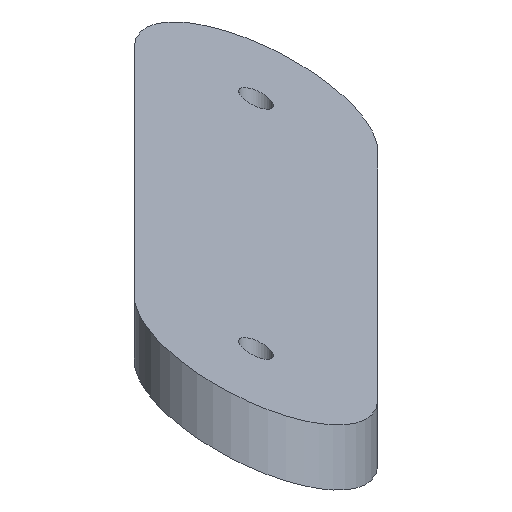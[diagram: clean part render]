
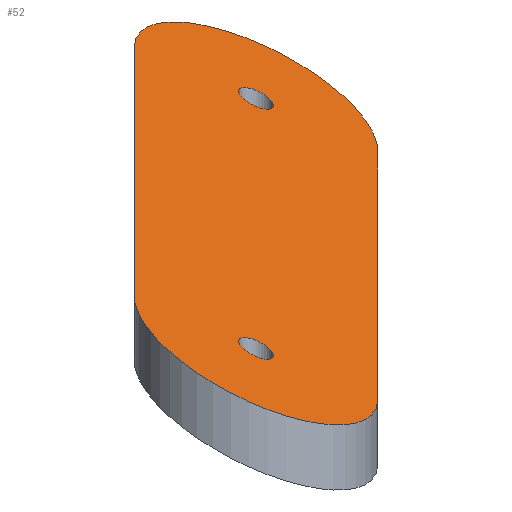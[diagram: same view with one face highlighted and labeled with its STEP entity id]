
A CAD part, top view. The second image highlights one B-rep face of the part: STEP entity #52.
In plain terms, the highlighted planar face has unit normal (0.359, 0.846, 0.394).
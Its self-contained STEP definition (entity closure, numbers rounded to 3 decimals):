
#7 = VECTOR ( 'NONE', #236, 1000. ) ;
#15 = CARTESIAN_POINT ( 'NONE',  ( 14., 53.602, 31. ) ) ;
#16 = DIRECTION ( 'NONE',  ( 0., -0.423, 0.906 ) ) ;
#19 = VERTEX_POINT ( 'NONE', #132 ) ;
#23 =( BOUNDED_CURVE ( )  B_SPLINE_CURVE ( 3, ( #253, #198, #63, #86 ),
 .UNSPECIFIED., .F., .T. ) 
 B_SPLINE_CURVE_WITH_KNOTS ( ( 4, 4 ),
 ( 2.309, 5.451 ),
 .UNSPECIFIED. ) 
 CURVE ( )  GEOMETRIC_REPRESENTATION_ITEM ( )  RATIONAL_B_SPLINE_CURVE ( ( 1., 0.333, 0.333, 1. ) ) 
 REPRESENTATION_ITEM ( '' )  );
#25 = CARTESIAN_POINT ( 'NONE',  ( 1.346, 58.283, 32.479 ) ) ;
#29 = ORIENTED_EDGE ( 'NONE', *, *, #99, .F. ) ;
#37 = CARTESIAN_POINT ( 'NONE',  ( 1.612, 89.717, -35.172 ) ) ;
#38 = VERTEX_POINT ( 'NONE', #98 ) ;
#51 = CARTESIAN_POINT ( 'NONE',  ( 14., 55.902, 26.067 ) ) ;
#52 = ADVANCED_FACE ( 'NONE', ( #148, #230, #218 ), #117, .T. ) ;
#63 = CARTESIAN_POINT ( 'NONE',  ( 14., 95.57, -59. ) ) ;
#68 = ORIENTED_EDGE ( 'NONE', *, *, #263, .F. ) ;
#69 = CARTESIAN_POINT ( 'NONE',  ( 1.612, 60.806, 26.828 ) ) ;
#78 = AXIS2_PLACEMENT_3D ( 'NONE', #235, #129, #16 ) ;
#82 = CARTESIAN_POINT ( 'NONE',  ( -14., 94.398, -31. ) ) ;
#86 = CARTESIAN_POINT ( 'NONE',  ( 14., 82.513, -31. ) ) ;
#89 = CARTESIAN_POINT ( 'NONE',  ( 14., 40.545, 59. ) ) ;
#90 = CARTESIAN_POINT ( 'NONE',  ( 1.346, 87.194, -29.521 ) ) ;
#92 = CARTESIAN_POINT ( 'NONE',  ( -1.612, 58.283, 35.172 ) ) ;
#94 = CARTESIAN_POINT ( 'NONE',  ( -1.346, 89.717, -32.479 ) ) ;
#95 = CARTESIAN_POINT ( 'NONE',  ( 4.304, 87.194, -32.214 ) ) ;
#98 = CARTESIAN_POINT ( 'NONE',  ( 14., 82.513, -31. ) ) ;
#99 = EDGE_CURVE ( 'NONE', #122, #38, #23, .T. ) ;
#115 = CARTESIAN_POINT ( 'NONE',  ( 4.304, 58.283, 29.786 ) ) ;
#117 = PLANE ( 'NONE',  #78 ) ;
#122 = VERTEX_POINT ( 'NONE', #82 ) ;
#129 = DIRECTION ( 'NONE',  ( 0.359, 0.846, 0.394 ) ) ;
#132 = CARTESIAN_POINT ( 'NONE',  ( 1.346, 58.283, 32.479 ) ) ;
#138 =( BOUNDED_CURVE ( )  B_SPLINE_CURVE ( 3, ( #231, #285, #144, #94, #37, #95, #90 ),
 .UNSPECIFIED., .T., .F. ) 
 B_SPLINE_CURVE_WITH_KNOTS ( ( 4, 3, 4 ),
 ( 0., 3.142, 6.283 ),
 .UNSPECIFIED. ) 
 CURVE ( )  GEOMETRIC_REPRESENTATION_ITEM ( )  RATIONAL_B_SPLINE_CURVE ( ( 1., 0.333, 0.333, 1., 0.333, 0.333, 1. ) ) 
 REPRESENTATION_ITEM ( '' )  );
#140 = CARTESIAN_POINT ( 'NONE',  ( -1.346, 60.806, 29.521 ) ) ;
#144 = CARTESIAN_POINT ( 'NONE',  ( -4.304, 89.717, -29.786 ) ) ;
#146 = ORIENTED_EDGE ( 'NONE', *, *, #286, .F. ) ;
#148 = FACE_OUTER_BOUND ( 'NONE', #220, .T. ) ;
#150 = VERTEX_POINT ( 'NONE', #15 ) ;
#152 = CARTESIAN_POINT ( 'NONE',  ( 14., 53.602, 31. ) ) ;
#157 = CARTESIAN_POINT ( 'NONE',  ( -14., 52.43, 59. ) ) ;
#160 =( BOUNDED_CURVE ( )  B_SPLINE_CURVE ( 3, ( #152, #89, #157, #284 ),
 .UNSPECIFIED., .F., .F. ) 
 B_SPLINE_CURVE_WITH_KNOTS ( ( 4, 4 ),
 ( 5.451, 8.592 ),
 .UNSPECIFIED. ) 
 CURVE ( )  GEOMETRIC_REPRESENTATION_ITEM ( )  RATIONAL_B_SPLINE_CURVE ( ( 1., 0.333, 0.333, 1. ) ) 
 REPRESENTATION_ITEM ( '' )  );
#164 = EDGE_CURVE ( 'NONE', #212, #212, #138, .T. ) ;
#176 = ORIENTED_EDGE ( 'NONE', *, *, #178, .T. ) ;
#178 = EDGE_CURVE ( 'NONE', #19, #19, #205, .T. ) ;
#180 = CARTESIAN_POINT ( 'NONE',  ( -14., 65.664, 30.62 ) ) ;
#182 = EDGE_LOOP ( 'NONE', ( #176 ) ) ;
#183 = CARTESIAN_POINT ( 'NONE',  ( -14., 65.487, 31. ) ) ;
#188 = EDGE_CURVE ( 'NONE', #150, #279, #160, .T. ) ;
#192 = CARTESIAN_POINT ( 'NONE',  ( -4.304, 60.806, 32.214 ) ) ;
#198 = CARTESIAN_POINT ( 'NONE',  ( -14., 107.455, -59. ) ) ;
#204 = LINE ( 'NONE', #51, #261 ) ;
#205 =( BOUNDED_CURVE ( )  B_SPLINE_CURVE ( 3, ( #25, #92, #192, #140, #69, #115, #239 ),
 .UNSPECIFIED., .T., .F. ) 
 B_SPLINE_CURVE_WITH_KNOTS ( ( 4, 3, 4 ),
 ( 0., 3.142, 6.283 ),
 .UNSPECIFIED. ) 
 CURVE ( )  GEOMETRIC_REPRESENTATION_ITEM ( )  RATIONAL_B_SPLINE_CURVE ( ( 1., 0.333, 0.333, 1., 0.333, 0.333, 1. ) ) 
 REPRESENTATION_ITEM ( '' )  );
#212 = VERTEX_POINT ( 'NONE', #271 ) ;
#213 = LINE ( 'NONE', #180, #7 ) ;
#218 = FACE_BOUND ( 'NONE', #255, .T. ) ;
#220 = EDGE_LOOP ( 'NONE', ( #29, #68, #243, #146 ) ) ;
#230 = FACE_BOUND ( 'NONE', #182, .T. ) ;
#231 = CARTESIAN_POINT ( 'NONE',  ( 1.346, 87.194, -29.521 ) ) ;
#235 = CARTESIAN_POINT ( 'NONE',  ( 22.475, 52.947, 24.69 ) ) ;
#236 = DIRECTION ( 'NONE',  ( 0., 0.423, -0.906 ) ) ;
#239 = CARTESIAN_POINT ( 'NONE',  ( 1.346, 58.283, 32.479 ) ) ;
#243 = ORIENTED_EDGE ( 'NONE', *, *, #188, .F. ) ;
#245 = DIRECTION ( 'NONE',  ( 0., -0.423, 0.906 ) ) ;
#253 = CARTESIAN_POINT ( 'NONE',  ( -14., 94.398, -31. ) ) ;
#255 = EDGE_LOOP ( 'NONE', ( #267 ) ) ;
#261 = VECTOR ( 'NONE', #245, 1000. ) ;
#263 = EDGE_CURVE ( 'NONE', #279, #122, #213, .T. ) ;
#267 = ORIENTED_EDGE ( 'NONE', *, *, #164, .T. ) ;
#271 = CARTESIAN_POINT ( 'NONE',  ( 1.346, 87.194, -29.521 ) ) ;
#279 = VERTEX_POINT ( 'NONE', #183 ) ;
#284 = CARTESIAN_POINT ( 'NONE',  ( -14., 65.487, 31. ) ) ;
#285 = CARTESIAN_POINT ( 'NONE',  ( -1.612, 87.194, -26.828 ) ) ;
#286 = EDGE_CURVE ( 'NONE', #38, #150, #204, .T. ) ;
